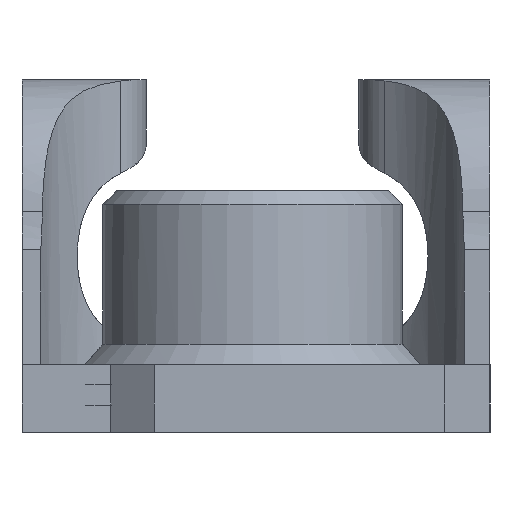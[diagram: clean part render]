
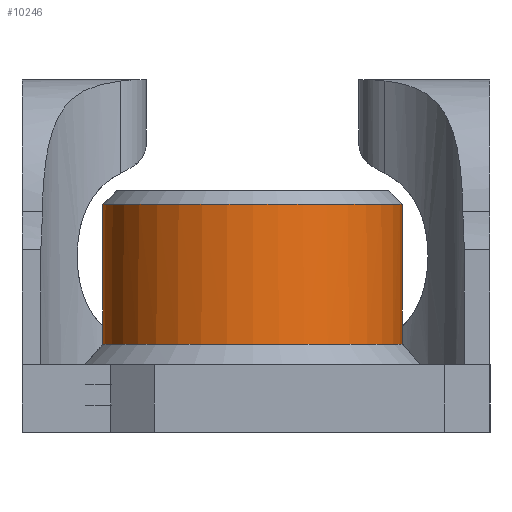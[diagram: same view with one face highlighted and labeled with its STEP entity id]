
A CAD part, left-side view. The second image highlights one B-rep face of the part: STEP entity #10246.
In plain terms, the highlighted cylindrical face has radius 11.05 mm (diameter 22.1 mm), a partial arc.
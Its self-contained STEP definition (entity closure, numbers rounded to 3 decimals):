
#1357=CYLINDRICAL_SURFACE('',#10866,11.05);
#1519=FACE_OUTER_BOUND('',#2108,.T.);
#2108=EDGE_LOOP('',(#6979,#6980,#6981,#6982,#6983,#6984));
#2752=CIRCLE('',#10856,11.05);
#2758=CIRCLE('',#10867,11.05);
#2759=CIRCLE('',#10868,11.05);
#2760=CIRCLE('',#10869,11.05);
#2863=LINE('',#12457,#3533);
#2866=LINE('',#12484,#3536);
#3533=VECTOR('',#11200,10.);
#3536=VECTOR('',#11207,10.);
#4205=VERTEX_POINT('',#12432);
#4208=VERTEX_POINT('',#12437);
#4213=VERTEX_POINT('',#12456);
#4217=VERTEX_POINT('',#12483);
#4218=VERTEX_POINT('',#12485);
#4219=VERTEX_POINT('',#12487);
#5303=EDGE_CURVE('',#4208,#4205,#2752,.T.);
#5312=EDGE_CURVE('',#4205,#4213,#2863,.T.);
#5317=EDGE_CURVE('',#4217,#4208,#2866,.T.);
#5318=EDGE_CURVE('',#4218,#4217,#2758,.T.);
#5319=EDGE_CURVE('',#4219,#4218,#2759,.T.);
#5320=EDGE_CURVE('',#4213,#4219,#2760,.T.);
#6979=ORIENTED_EDGE('',*,*,#5303,.F.);
#6980=ORIENTED_EDGE('',*,*,#5317,.F.);
#6981=ORIENTED_EDGE('',*,*,#5318,.F.);
#6982=ORIENTED_EDGE('',*,*,#5319,.F.);
#6983=ORIENTED_EDGE('',*,*,#5320,.F.);
#6984=ORIENTED_EDGE('',*,*,#5312,.F.);
#10246=ADVANCED_FACE('',(#1519),#1357,.T.);
#10856=AXIS2_PLACEMENT_3D('',#12439,#11178,#11179);
#10866=AXIS2_PLACEMENT_3D('',#12482,#11205,#11206);
#10867=AXIS2_PLACEMENT_3D('',#12486,#11208,#11209);
#10868=AXIS2_PLACEMENT_3D('',#12488,#11210,#11211);
#10869=AXIS2_PLACEMENT_3D('',#12489,#11212,#11213);
#11178=DIRECTION('center_axis',(0.,0.,1.));
#11179=DIRECTION('ref_axis',(-1.,0.,0.));
#11200=DIRECTION('',(0.,0.,-1.));
#11205=DIRECTION('center_axis',(0.,0.,1.));
#11206=DIRECTION('ref_axis',(-1.,0.,0.));
#11207=DIRECTION('',(0.,0.,1.));
#11208=DIRECTION('center_axis',(0.,0.,-1.));
#11209=DIRECTION('ref_axis',(1.,0.,0.));
#11210=DIRECTION('center_axis',(0.,0.,-1.));
#11211=DIRECTION('ref_axis',(-1.,0.,0.));
#11212=DIRECTION('center_axis',(0.,0.,-1.));
#11213=DIRECTION('ref_axis',(1.,0.,0.));
#12432=CARTESIAN_POINT('',(-8.281,-7.386,16.8));
#12437=CARTESIAN_POINT('',(-8.281,7.386,16.8));
#12439=CARTESIAN_POINT('Origin',(-16.5,0.,16.8));
#12456=CARTESIAN_POINT('',(-8.281,-7.386,6.5));
#12457=CARTESIAN_POINT('',(-8.281,-7.386,0.));
#12482=CARTESIAN_POINT('Origin',(-16.5,0.,0.));
#12483=CARTESIAN_POINT('',(-8.281,7.386,6.5));
#12484=CARTESIAN_POINT('',(-8.281,7.386,0.));
#12485=CARTESIAN_POINT('',(-16.5,11.05,6.5));
#12486=CARTESIAN_POINT('Origin',(-16.5,0.,6.5));
#12487=CARTESIAN_POINT('',(-16.5,-11.05,6.5));
#12488=CARTESIAN_POINT('Origin',(-16.5,0.,6.5));
#12489=CARTESIAN_POINT('Origin',(-16.5,0.,6.5));
